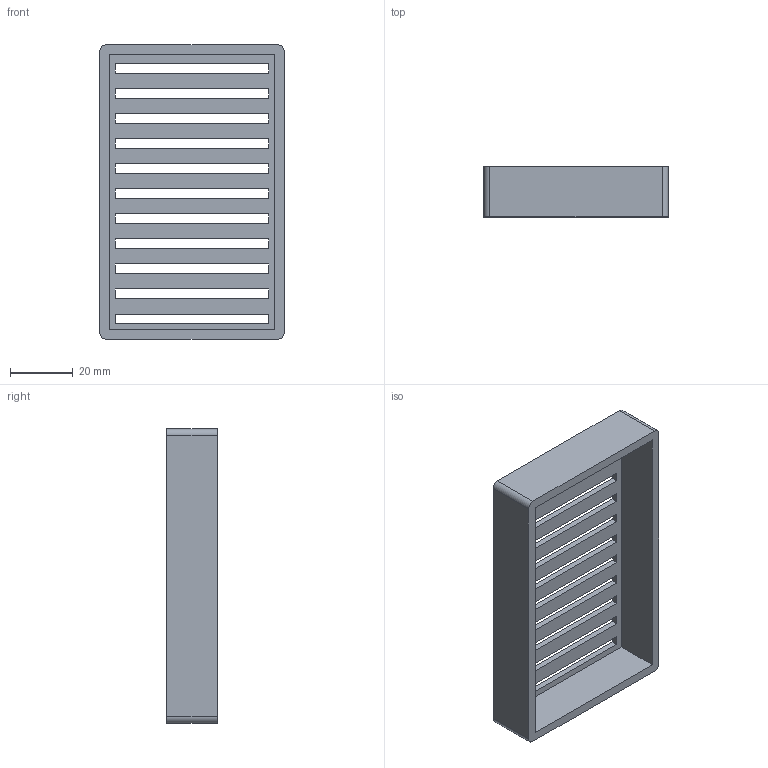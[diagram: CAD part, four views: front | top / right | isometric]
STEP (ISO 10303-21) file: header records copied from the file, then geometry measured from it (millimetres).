
FILE_DESCRIPTION (( 'STEP AP214' ), '1' );
FILE_NAME ('3M-custom_insert_v1.STEP', '2020-04-03T22:15:02', ( '' ), ( '' ), 'SwSTEP 2.0', 'SolidWorks 2020', '' );
FILE_SCHEMA (( 'AUTOMOTIVE_DESIGN' ));
Length unit declared in the file: millimetre
Products named in the file (1): 3M-custom_insert_v1
Bounding box: 59 x 16 x 94 mm (x, y, z)
Volume: 20151.1 mm3; surface area: 18928.2 mm2
Topology: 1 solids, 1 shells, 59 faces, 168 edges, 112 vertices
Faces by surface type: plane 55, cylinder 4
Entity records: 1968 total; most frequent: CARTESIAN_POINT 340, ORIENTED_EDGE 336, DIRECTION 296, EDGE_CURVE 168, VECTOR 160, LINE 160, VERTEX_POINT 112, EDGE_LOOP 82
